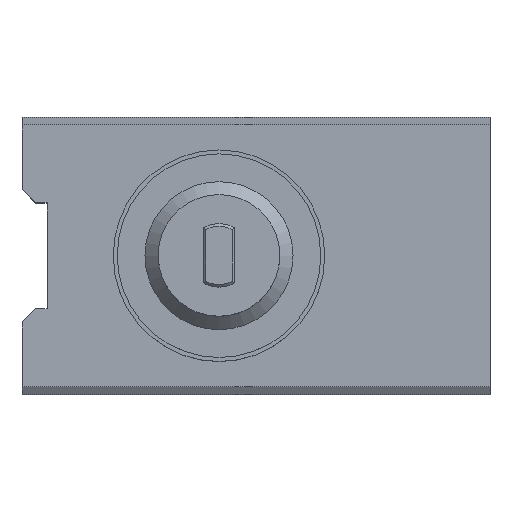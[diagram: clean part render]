
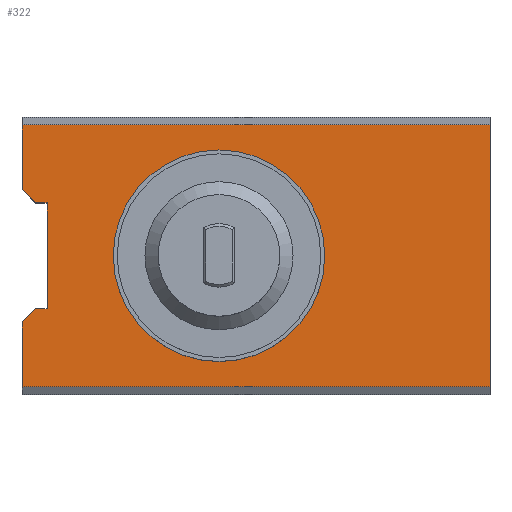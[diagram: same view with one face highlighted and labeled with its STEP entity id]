
A CAD part, top view. The second image highlights one B-rep face of the part: STEP entity #322.
In plain terms, the highlighted planar face has unit normal (0, 0, 1).
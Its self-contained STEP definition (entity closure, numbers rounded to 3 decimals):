
#167=LINE('',#1315,#227);
#170=LINE('',#1321,#230);
#197=LINE('',#1485,#257);
#200=LINE('',#1516,#260);
#206=LINE('',#1544,#266);
#207=LINE('',#1546,#267);
#208=LINE('',#1548,#268);
#209=LINE('',#1549,#269);
#210=LINE('',#1551,#270);
#211=LINE('',#1553,#271);
#227=VECTOR('',#1060,1.0);
#230=VECTOR('',#1065,1.0);
#257=VECTOR('',#1158,1.0);
#260=VECTOR('',#1195,1.0);
#266=VECTOR('',#1225,1.0);
#267=VECTOR('',#1226,1.0);
#268=VECTOR('',#1227,1.0);
#269=VECTOR('',#1228,1.0);
#270=VECTOR('',#1229,1.0);
#271=VECTOR('',#1230,1.0);
#322=ADVANCED_FACE('',(#401,#402),#360,.T.);
#360=PLANE('',#1013);
#401=FACE_BOUND('',#469,.T.);
#402=FACE_BOUND('',#470,.T.);
#469=EDGE_LOOP('',(#633,#634,#635,#636,#637,#638,#639,#640,#641,#642));
#470=EDGE_LOOP('',(#643));
#633=ORIENTED_EDGE('',*,*,#871,.F.);
#634=ORIENTED_EDGE('',*,*,#859,.T.);
#635=ORIENTED_EDGE('',*,*,#872,.T.);
#636=ORIENTED_EDGE('',*,*,#873,.T.);
#637=ORIENTED_EDGE('',*,*,#847,.T.);
#638=ORIENTED_EDGE('',*,*,#798,.T.);
#639=ORIENTED_EDGE('',*,*,#801,.F.);
#640=ORIENTED_EDGE('',*,*,#874,.F.);
#641=ORIENTED_EDGE('',*,*,#875,.T.);
#642=ORIENTED_EDGE('',*,*,#876,.T.);
#643=ORIENTED_EDGE('',*,*,#877,.T.);
#721=VERTEX_POINT('',#1314);
#722=VERTEX_POINT('',#1316);
#724=VERTEX_POINT('',#1322);
#754=VERTEX_POINT('',#1486);
#764=VERTEX_POINT('',#1515);
#765=VERTEX_POINT('',#1517);
#775=VERTEX_POINT('',#1545);
#776=VERTEX_POINT('',#1547);
#777=VERTEX_POINT('',#1550);
#778=VERTEX_POINT('',#1552);
#779=VERTEX_POINT('',#1555);
#798=EDGE_CURVE('',#722,#721,#167,.T.);
#801=EDGE_CURVE('',#724,#721,#170,.T.);
#847=EDGE_CURVE('',#754,#722,#197,.T.);
#859=EDGE_CURVE('',#765,#764,#200,.T.);
#871=EDGE_CURVE('',#765,#775,#206,.T.);
#872=EDGE_CURVE('',#764,#776,#207,.T.);
#873=EDGE_CURVE('',#776,#754,#208,.T.);
#874=EDGE_CURVE('',#777,#724,#209,.T.);
#875=EDGE_CURVE('',#777,#778,#210,.T.);
#876=EDGE_CURVE('',#778,#775,#211,.T.);
#877=EDGE_CURVE('',#779,#779,#933,.T.);
#933=CIRCLE('',#1012,40.0);
#1012=AXIS2_PLACEMENT_3D('',#1554,#1231,#1232);
#1013=AXIS2_PLACEMENT_3D('',#1556,#1233,#1234);
#1060=DIRECTION('',(-0.707,-0.707,0.0));
#1065=DIRECTION('',(0.,1.0,0.0));
#1158=DIRECTION('',(-1.0,0.0,0.0));
#1195=DIRECTION('',(0.707,-0.707,0.0));
#1225=DIRECTION('',(0.,1.0,0.0));
#1226=DIRECTION('',(1.0,0.0,0.0));
#1227=DIRECTION('',(0.0,-1.0,0.0));
#1228=DIRECTION('',(-1.0,0.0,0.0));
#1229=DIRECTION('',(0.,1.0,0.0));
#1230=DIRECTION('',(-1.0,0.0,0.0));
#1231=DIRECTION('',(0.0,0.0,-1.0));
#1232=DIRECTION('',(-1.0,0.0,0.0));
#1233=DIRECTION('',(0.0,0.0,1.0));
#1234=DIRECTION('',(-1.0,0.0,0.0));
#1314=CARTESIAN_POINT('',(-74.5,-25.0,0.));
#1315=CARTESIAN_POINT('',(-69.5,-20.0,0.));
#1316=CARTESIAN_POINT('',(-69.5,-20.0,0.));
#1321=CARTESIAN_POINT('',(-74.5,-49.5,0.));
#1322=CARTESIAN_POINT('',(-74.5,-49.5,0.));
#1485=CARTESIAN_POINT('',(-65.0,-20.0,0.));
#1486=CARTESIAN_POINT('',(-65.0,-20.0,0.));
#1515=CARTESIAN_POINT('',(-69.5,20.0,0.));
#1516=CARTESIAN_POINT('',(-74.5,25.0,0.));
#1517=CARTESIAN_POINT('',(-74.5,25.0,0.));
#1544=CARTESIAN_POINT('',(-74.5,-49.5,0.));
#1545=CARTESIAN_POINT('',(-74.5,49.5,0.));
#1546=CARTESIAN_POINT('',(-69.5,20.0,0.));
#1547=CARTESIAN_POINT('',(-65.0,20.0,0.));
#1548=CARTESIAN_POINT('',(-65.0,20.0,0.));
#1549=CARTESIAN_POINT('',(102.5,-49.5,0.));
#1550=CARTESIAN_POINT('',(102.5,-49.5,0.));
#1551=CARTESIAN_POINT('',(102.5,-49.5,0.));
#1552=CARTESIAN_POINT('',(102.5,49.5,0.));
#1553=CARTESIAN_POINT('',(102.5,49.5,0.));
#1554=CARTESIAN_POINT('',(0.0,0.0,0.));
#1555=CARTESIAN_POINT('',(-40.0,0.0,0.));
#1556=CARTESIAN_POINT('',(102.5,-49.5,0.));
